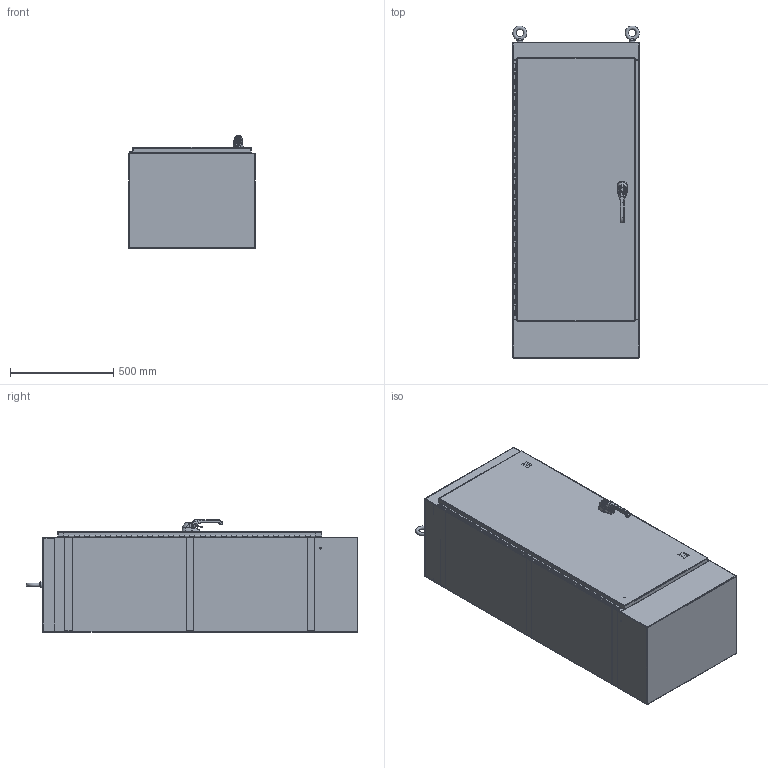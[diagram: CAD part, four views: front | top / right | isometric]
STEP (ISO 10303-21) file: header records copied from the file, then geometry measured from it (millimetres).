
FILE_DESCRIPTION(/* description */ ('BLR,NEMA12,FS,1D,60X24X18'),/* implementation_level */ '2;1');
FILE_NAME(/* name */ 'WA602418FS.stp',/* time_stamp */ '2014-08-26T10:50:15-06:00',/* author */ ('samuelbadillo'),/* organization */ (''),/* preprocessor_version */ 'ST-DEVELOPER v15.2',/* originating_system */ 'Autodesk Inventor 2014',/* authorisation */ '');
FILE_SCHEMA (('AUTOMOTIVE_DESIGN { 1 0 10303 214 3 1 1 }'));
Products named in the file (35): WA602418FSBLR; WA2418FSTOP; WA2418FSBTM; WA6024FSDR; HFW328179T; HFW328179L; HFW328179P; HFW328179; HFW3025; 316298; 349132; 30624; 38846; FUN00101; UNISTRUT_16.75; HFW3121; HFW31233; HFW3681; CHUTE_BOLT_GUIDE_ASSM; 1091-73; 1091-74-03; 1091-74-01; 1091-B11_ASM; 1091-75; DIN3771_16X2_5; 2100-11; 1091-76; D125B_10_5; DIN985_M10; 1000-277-01; 1000-02; 1225-05; SPACER; HFW32451; WA602418FS
Bounding box: 612.77 x 1606.46 x 545.48 mm (x, y, z)
Volume: 11065988.1 mm3; surface area: 9167891.2 mm2
Topology: 46 solids, 46 shells, 2665 faces, 6549 edges, 3932 vertices
Faces by surface type: plane 1084, cylinder 934, bspline 233, torus 223, cone 98, sphere 93
Full cylindrical faces by diameter (mm): 2.5 x1, 3 x1, 3.048 x1, 3.1 x2, 3.15 x1, 3.5 x1, 3.607 x1, 5.08 x4, 5.4 x3, 5.69 x4, 6 x2, 6.337 x6, 6.35 x2, 7.023 x16, 7.112 x3, 8 x1, 8.56 x2, 9.525 x8, 10 x1, 10.2 x3, 10.5 x2, 11.05 x2, 12 x2, 13.5 x2, 16 x1, 16.2 x1, 16.307 x2, 17 x1, 18 x1, 19.05 x22
Entity records: 88279 total; most frequent: CARTESIAN_POINT 38182, DIRECTION 10482, ORIENTED_EDGE 10030, EDGE_CURVE 4991, AXIS2_PLACEMENT_3D 3932, VERTEX_POINT 3065, LINE 2618, VECTOR 2618
